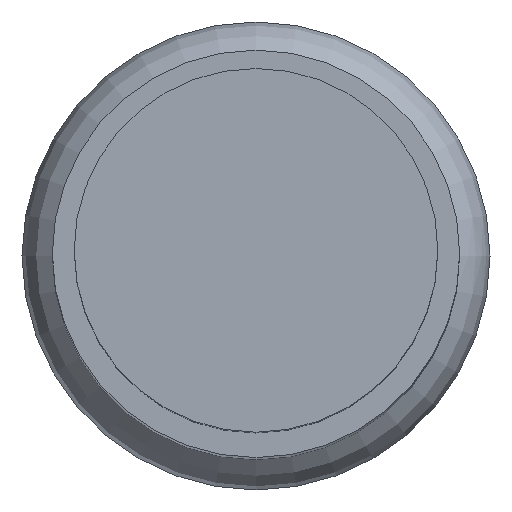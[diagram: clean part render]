
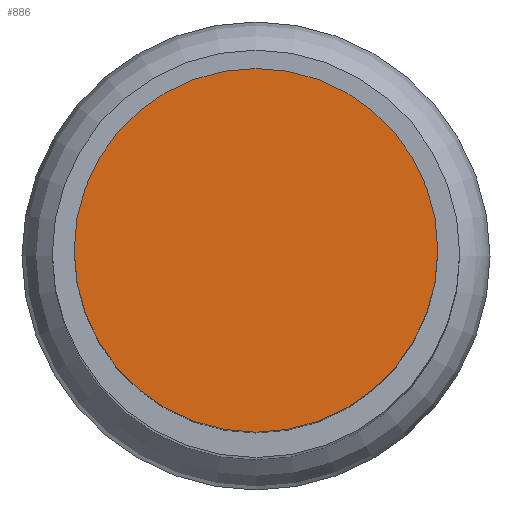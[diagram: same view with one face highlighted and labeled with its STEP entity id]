
A CAD part, top view. The second image highlights one B-rep face of the part: STEP entity #886.
In plain terms, the highlighted planar face has unit normal (0, 0, 1).
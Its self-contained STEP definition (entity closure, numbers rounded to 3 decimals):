
#770 = VERTEX_POINT('',#771);
#771 = CARTESIAN_POINT('',(0.75,0.,33.45));
#778 = CYLINDRICAL_SURFACE('',#779,0.75);
#779 = AXIS2_PLACEMENT_3D('',#780,#781,#782);
#780 = CARTESIAN_POINT('',(0.,0.,31.45));
#781 = DIRECTION('',(-0.,-0.,-1.));
#782 = DIRECTION('',(1.,0.,0.));
#797 = EDGE_CURVE('',#770,#770,#798,.T.);
#798 = SURFACE_CURVE('',#799,(#804,#811),.PCURVE_S1.);
#799 = CIRCLE('',#800,0.75);
#800 = AXIS2_PLACEMENT_3D('',#801,#802,#803);
#801 = CARTESIAN_POINT('',(0.,0.,33.45));
#802 = DIRECTION('',(0.,0.,1.));
#803 = DIRECTION('',(1.,0.,0.));
#804 = PCURVE('',#778,#805);
#805 = DEFINITIONAL_REPRESENTATION('',(#806),#810);
#806 = LINE('',#807,#808);
#807 = CARTESIAN_POINT('',(-0.,-2.));
#808 = VECTOR('',#809,1.);
#809 = DIRECTION('',(-1.,0.));
#810 = ( GEOMETRIC_REPRESENTATION_CONTEXT(2) 
PARAMETRIC_REPRESENTATION_CONTEXT() REPRESENTATION_CONTEXT('2D SPACE',''
  ) );
#811 = PCURVE('',#812,#817);
#812 = PLANE('',#813);
#813 = AXIS2_PLACEMENT_3D('',#814,#815,#816);
#814 = CARTESIAN_POINT('',(0.,0.,33.45));
#815 = DIRECTION('',(0.,0.,1.));
#816 = DIRECTION('',(1.,0.,0.));
#817 = DEFINITIONAL_REPRESENTATION('',(#818),#822);
#818 = CIRCLE('',#819,0.75);
#819 = AXIS2_PLACEMENT_2D('',#820,#821);
#820 = CARTESIAN_POINT('',(0.,0.));
#821 = DIRECTION('',(1.,0.));
#822 = ( GEOMETRIC_REPRESENTATION_CONTEXT(2) 
PARAMETRIC_REPRESENTATION_CONTEXT() REPRESENTATION_CONTEXT('2D SPACE',''
  ) );
#886 = ADVANCED_FACE('',(#887),#812,.T.);
#887 = FACE_BOUND('',#888,.F.);
#888 = EDGE_LOOP('',(#889));
#889 = ORIENTED_EDGE('',*,*,#797,.F.);
